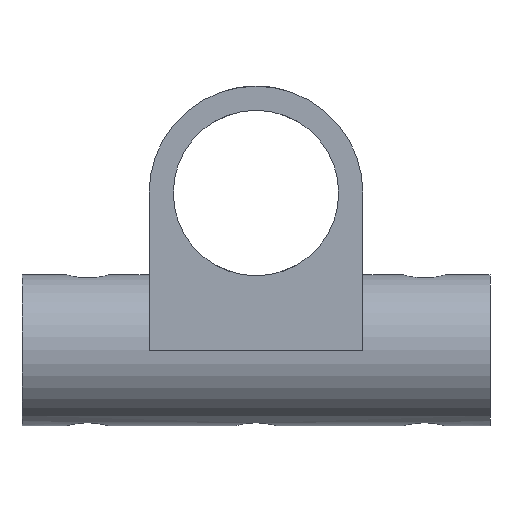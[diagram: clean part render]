
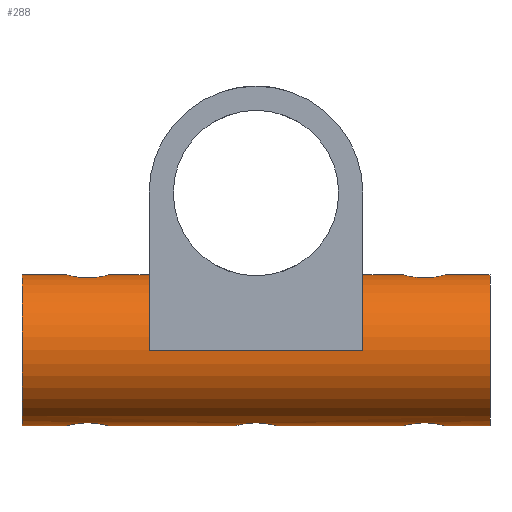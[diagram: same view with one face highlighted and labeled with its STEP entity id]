
A CAD part, front view. The second image highlights one B-rep face of the part: STEP entity #288.
In plain terms, the highlighted cylindrical face has radius 9.35 mm (diameter 18.7 mm), a full revolution.
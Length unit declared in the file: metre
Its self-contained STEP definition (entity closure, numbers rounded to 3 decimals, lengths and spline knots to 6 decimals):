
#20=LINE('',#456,#28);
#21=LINE('',#460,#29);
#28=VECTOR('',#362,1.);
#29=VECTOR('',#365,1.);
#38=CIRCLE('',#323,0.00935);
#39=CIRCLE('',#324,0.00935);
#40=CIRCLE('',#325,0.00935);
#41=CIRCLE('',#326,0.00935);
#52=ORIENTED_EDGE('',*,*,#116,.T.);
#53=ORIENTED_EDGE('',*,*,#117,.T.);
#54=ORIENTED_EDGE('',*,*,#118,.F.);
#55=ORIENTED_EDGE('',*,*,#119,.F.);
#56=ORIENTED_EDGE('',*,*,#120,.F.);
#57=ORIENTED_EDGE('',*,*,#121,.F.);
#58=ORIENTED_EDGE('',*,*,#122,.F.);
#59=ORIENTED_EDGE('',*,*,#123,.T.);
#60=ORIENTED_EDGE('',*,*,#124,.T.);
#61=ORIENTED_EDGE('',*,*,#125,.T.);
#62=ORIENTED_EDGE('',*,*,#126,.T.);
#116=EDGE_CURVE('',#148,#149,#38,.T.);
#117=EDGE_CURVE('',#149,#150,#20,.T.);
#118=EDGE_CURVE('',#151,#150,#39,.T.);
#119=EDGE_CURVE('',#148,#151,#21,.T.);
#120=EDGE_CURVE('',#152,#152,#40,.T.);
#121=EDGE_CURVE('',#153,#153,#174,.T.);
#122=EDGE_CURVE('',#154,#154,#175,.T.);
#123=EDGE_CURVE('',#155,#155,#176,.T.);
#124=EDGE_CURVE('',#156,#156,#41,.T.);
#125=EDGE_CURVE('',#157,#157,#177,.T.);
#126=EDGE_CURVE('',#158,#158,#178,.T.);
#148=VERTEX_POINT('',#454);
#149=VERTEX_POINT('',#455);
#150=VERTEX_POINT('',#457);
#151=VERTEX_POINT('',#459);
#152=VERTEX_POINT('',#462);
#153=VERTEX_POINT('',#474);
#154=VERTEX_POINT('',#486);
#155=VERTEX_POINT('',#498);
#156=VERTEX_POINT('',#500);
#157=VERTEX_POINT('',#512);
#158=VERTEX_POINT('',#524);
#174=B_SPLINE_CURVE_WITH_KNOTS('',3,(#463,#464,#465,#466,#467,#468,#469,
#470,#471,#472,#473),.UNSPECIFIED.,.T.,.F.,(1,1,1,1,1,1,1,1,1,1,1,1,1,1,
1),(-0.006126,-0.004084,-0.002042,0.,
0.002042,0.004084,0.006126,0.008168,
0.01021,0.012252,0.014294,0.016336,
0.018378,0.02042,0.022462),.UNSPECIFIED.);
#175=B_SPLINE_CURVE_WITH_KNOTS('',3,(#475,#476,#477,#478,#479,#480,#481,
#482,#483,#484,#485),.UNSPECIFIED.,.T.,.F.,(1,1,1,1,1,1,1,1,1,1,1,1,1,1,
1),(-0.006126,-0.004084,-0.002042,0.,
0.002042,0.004084,0.006126,0.008168,
0.01021,0.012252,0.014294,0.016336,
0.018378,0.02042,0.022462),.UNSPECIFIED.);
#176=B_SPLINE_CURVE_WITH_KNOTS('',3,(#487,#488,#489,#490,#491,#492,#493,
#494,#495,#496,#497),.UNSPECIFIED.,.T.,.F.,(1,1,1,1,1,1,1,1,1,1,1,1,1,1,
1),(-0.006126,-0.004084,-0.002042,0.,
0.002042,0.004084,0.006126,0.008168,
0.01021,0.012252,0.014294,0.016336,
0.018378,0.02042,0.022462),.UNSPECIFIED.);
#177=B_SPLINE_CURVE_WITH_KNOTS('',3,(#501,#502,#503,#504,#505,#506,#507,
#508,#509,#510,#511),.UNSPECIFIED.,.T.,.F.,(1,1,1,1,1,1,1,1,1,1,1,1,1,1,
1),(-0.006126,-0.004084,-0.002042,0.,
0.002042,0.004084,0.006126,0.008168,
0.01021,0.012252,0.014294,0.016336,
0.018378,0.02042,0.022462),.UNSPECIFIED.);
#178=B_SPLINE_CURVE_WITH_KNOTS('',3,(#513,#514,#515,#516,#517,#518,#519,
#520,#521,#522,#523),.UNSPECIFIED.,.T.,.F.,(1,1,1,1,1,1,1,1,1,1,1,1,1,1,
1),(-0.006126,-0.004084,-0.002042,0.,
0.002042,0.004084,0.006126,0.008168,
0.01021,0.012252,0.014294,0.016336,
0.018378,0.02042,0.022462),.UNSPECIFIED.);
#188=EDGE_LOOP('',(#52,#53,#54,#55));
#189=EDGE_LOOP('',(#56));
#190=EDGE_LOOP('',(#57));
#191=EDGE_LOOP('',(#58));
#192=EDGE_LOOP('',(#59));
#193=EDGE_LOOP('',(#60));
#194=EDGE_LOOP('',(#61));
#195=EDGE_LOOP('',(#62));
#234=FACE_BOUND('',#188,.T.);
#235=FACE_BOUND('',#189,.T.);
#236=FACE_BOUND('',#190,.T.);
#237=FACE_BOUND('',#191,.T.);
#238=FACE_BOUND('',#192,.T.);
#239=FACE_BOUND('',#193,.T.);
#240=FACE_BOUND('',#194,.T.);
#241=FACE_BOUND('',#195,.T.);
#277=CYLINDRICAL_SURFACE('',#322,0.00935);
#288=ADVANCED_FACE('',(#234,#235,#236,#237,#238,#239,#240,#241),#277,.T.);
#322=AXIS2_PLACEMENT_3D('',#452,#358,#359);
#323=AXIS2_PLACEMENT_3D('',#453,#360,#361);
#324=AXIS2_PLACEMENT_3D('',#458,#363,#364);
#325=AXIS2_PLACEMENT_3D('',#461,#366,#367);
#326=AXIS2_PLACEMENT_3D('',#499,#368,#369);
#358=DIRECTION('',(-1.,0.,0.));
#359=DIRECTION('',(0.,0.,1.));
#360=DIRECTION('',(-1.,0.,0.));
#361=DIRECTION('',(0.,0.,1.));
#362=DIRECTION('',(1.,0.,0.));
#363=DIRECTION('',(-1.,0.,0.));
#364=DIRECTION('',(0.,0.,1.));
#365=DIRECTION('',(1.,0.,0.));
#366=DIRECTION('',(-1.,0.,0.));
#367=DIRECTION('',(0.,0.,1.));
#368=DIRECTION('',(-1.,0.,0.));
#369=DIRECTION('',(0.,0.,1.));
#452=CARTESIAN_POINT('',(0.,0.,0.));
#453=CARTESIAN_POINT('',(-0.01325,0.,0.));
#454=CARTESIAN_POINT('',(-0.01325,-0.00935,0.));
#455=CARTESIAN_POINT('',(-0.01325,0.00935,0.));
#456=CARTESIAN_POINT('',(-0.005125,0.00935,0.));
#457=CARTESIAN_POINT('',(0.01325,0.00935,0.));
#458=CARTESIAN_POINT('',(0.01325,0.,0.));
#459=CARTESIAN_POINT('',(0.01325,-0.00935,0.));
#460=CARTESIAN_POINT('',(0.005125,-0.00935,0.));
#461=CARTESIAN_POINT('',(-0.029,0.,0.));
#462=CARTESIAN_POINT('',(-0.029,0.,0.00935));
#463=CARTESIAN_POINT('',(-0.022886,-0.002039,-0.009169));
#464=CARTESIAN_POINT('',(-0.023732,0.,-0.00944));
#465=CARTESIAN_POINT('',(-0.022886,0.002038,-0.009169));
#466=CARTESIAN_POINT('',(-0.020853,0.002881,-0.008887));
#467=CARTESIAN_POINT('',(-0.018812,0.002037,-0.009169));
#468=CARTESIAN_POINT('',(-0.017969,0.000001,-0.00944));
#469=CARTESIAN_POINT('',(-0.018811,-0.002036,-0.00917));
#470=CARTESIAN_POINT('',(-0.020849,-0.002881,-0.008887));
#471=CARTESIAN_POINT('',(-0.022886,-0.002039,-0.009169));
#472=CARTESIAN_POINT('',(-0.023732,0.,-0.00944));
#473=CARTESIAN_POINT('',(-0.022886,0.002038,-0.009169));
#474=CARTESIAN_POINT('',(-0.02345,0.,-0.00935));
#475=CARTESIAN_POINT('',(-0.018814,-0.002039,0.009169));
#476=CARTESIAN_POINT('',(-0.017968,0.,0.00944));
#477=CARTESIAN_POINT('',(-0.018814,0.002038,0.009169));
#478=CARTESIAN_POINT('',(-0.020847,0.002881,0.008887));
#479=CARTESIAN_POINT('',(-0.022888,0.002037,0.009169));
#480=CARTESIAN_POINT('',(-0.023731,0.000001,0.00944));
#481=CARTESIAN_POINT('',(-0.022889,-0.002036,0.00917));
#482=CARTESIAN_POINT('',(-0.020851,-0.002881,0.008887));
#483=CARTESIAN_POINT('',(-0.018814,-0.002039,0.009169));
#484=CARTESIAN_POINT('',(-0.017968,0.,0.00944));
#485=CARTESIAN_POINT('',(-0.018814,0.002038,0.009169));
#486=CARTESIAN_POINT('',(-0.01825,0.,0.00935));
#487=CARTESIAN_POINT('',(0.002036,-0.002039,-0.009169));
#488=CARTESIAN_POINT('',(0.002882,0.,-0.00944));
#489=CARTESIAN_POINT('',(0.002036,0.002038,-0.009169));
#490=CARTESIAN_POINT('',(0.000003,0.002881,-0.008887));
#491=CARTESIAN_POINT('',(-0.002038,0.002037,-0.009169));
#492=CARTESIAN_POINT('',(-0.002881,0.000001,-0.00944));
#493=CARTESIAN_POINT('',(-0.002039,-0.002036,-0.00917));
#494=CARTESIAN_POINT('',(-0.000001,-0.002881,-0.008887));
#495=CARTESIAN_POINT('',(0.002036,-0.002039,-0.009169));
#496=CARTESIAN_POINT('',(0.002882,0.,-0.00944));
#497=CARTESIAN_POINT('',(0.002036,0.002038,-0.009169));
#498=CARTESIAN_POINT('',(0.0026,0.,-0.00935));
#499=CARTESIAN_POINT('',(0.029,0.,0.));
#500=CARTESIAN_POINT('',(0.029,0.,0.00935));
#501=CARTESIAN_POINT('',(0.018814,0.002039,-0.009169));
#502=CARTESIAN_POINT('',(0.017968,0.,-0.00944));
#503=CARTESIAN_POINT('',(0.018814,-0.002038,-0.009169));
#504=CARTESIAN_POINT('',(0.020847,-0.002881,-0.008887));
#505=CARTESIAN_POINT('',(0.022888,-0.002037,-0.009169));
#506=CARTESIAN_POINT('',(0.023731,-0.000001,-0.00944));
#507=CARTESIAN_POINT('',(0.022889,0.002036,-0.00917));
#508=CARTESIAN_POINT('',(0.020851,0.002881,-0.008887));
#509=CARTESIAN_POINT('',(0.018814,0.002039,-0.009169));
#510=CARTESIAN_POINT('',(0.017968,0.,-0.00944));
#511=CARTESIAN_POINT('',(0.018814,-0.002038,-0.009169));
#512=CARTESIAN_POINT('',(0.01825,0.,-0.00935));
#513=CARTESIAN_POINT('',(0.022886,0.002039,0.009169));
#514=CARTESIAN_POINT('',(0.023732,0.,0.00944));
#515=CARTESIAN_POINT('',(0.022886,-0.002038,0.009169));
#516=CARTESIAN_POINT('',(0.020853,-0.002881,0.008887));
#517=CARTESIAN_POINT('',(0.018812,-0.002037,0.009169));
#518=CARTESIAN_POINT('',(0.017969,-0.000001,0.00944));
#519=CARTESIAN_POINT('',(0.018811,0.002036,0.00917));
#520=CARTESIAN_POINT('',(0.020849,0.002881,0.008887));
#521=CARTESIAN_POINT('',(0.022886,0.002039,0.009169));
#522=CARTESIAN_POINT('',(0.023732,0.,0.00944));
#523=CARTESIAN_POINT('',(0.022886,-0.002038,0.009169));
#524=CARTESIAN_POINT('',(0.02345,0.,0.00935));
